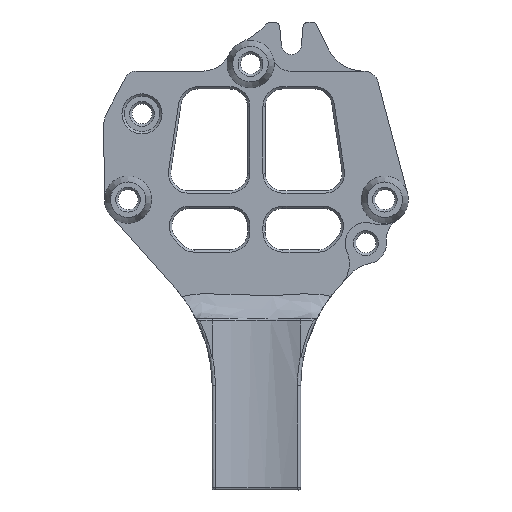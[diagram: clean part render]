
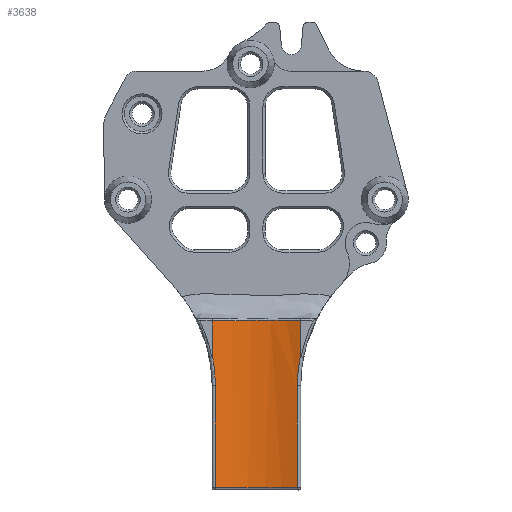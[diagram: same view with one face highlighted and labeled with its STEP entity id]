
A CAD part, top view. The second image highlights one B-rep face of the part: STEP entity #3638.
In plain terms, the highlighted cylindrical face has radius 20 mm (diameter 40 mm), a partial arc.
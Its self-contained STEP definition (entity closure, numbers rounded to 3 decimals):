
#28=B_SPLINE_CURVE_WITH_KNOTS('',3,(#5763,#5764,#5765,#5766,#5767,#5768,
#5769,#5770,#5771,#5772,#5773,#5774,#5775,#5776,#5777,#5778,#5779,#5780,
#5781),.UNSPECIFIED.,.F.,.F.,(4,1,1,1,1,1,1,1,1,1,1,1,1,1,1,1,4),(0.,0.125,
0.188,0.219,0.25,0.281,0.313,0.375,0.5,0.625,0.688,0.719,0.75,
0.781,0.813,0.875,1.),.UNSPECIFIED.);
#29=B_SPLINE_CURVE_WITH_KNOTS('',3,(#5788,#5789,#5790,#5791),
 .UNSPECIFIED.,.F.,.F.,(4,4),(0.,1.),.UNSPECIFIED.);
#30=B_SPLINE_CURVE_WITH_KNOTS('',3,(#5799,#5800,#5801,#5802),
 .UNSPECIFIED.,.F.,.F.,(4,4),(0.,1.),.UNSPECIFIED.);
#124=LINE('',#5784,#428);
#125=LINE('',#5786,#429);
#126=LINE('',#5793,#430);
#127=LINE('',#5797,#431);
#128=LINE('',#5804,#432);
#129=LINE('',#5806,#433);
#428=VECTOR('',#4577,1000.);
#429=VECTOR('',#4578,1000.);
#430=VECTOR('',#4579,1000.);
#431=VECTOR('',#4582,1000.);
#432=VECTOR('',#4583,1000.);
#433=VECTOR('',#4584,1000.);
#776=CYLINDRICAL_SURFACE('',#3966,20.);
#990=ORIENTED_EDGE('',*,*,#2028,.T.);
#991=ORIENTED_EDGE('',*,*,#2029,.T.);
#992=ORIENTED_EDGE('',*,*,#2030,.F.);
#993=ORIENTED_EDGE('',*,*,#2031,.T.);
#994=ORIENTED_EDGE('',*,*,#2032,.T.);
#995=ORIENTED_EDGE('',*,*,#2033,.T.);
#996=ORIENTED_EDGE('',*,*,#2034,.T.);
#997=ORIENTED_EDGE('',*,*,#2035,.T.);
#998=ORIENTED_EDGE('',*,*,#2036,.F.);
#999=ORIENTED_EDGE('',*,*,#2037,.T.);
#2028=EDGE_CURVE('',#2547,#2548,#28,.F.);
#2029=EDGE_CURVE('',#2548,#2549,#124,.T.);
#2030=EDGE_CURVE('',#2550,#2549,#125,.T.);
#2031=EDGE_CURVE('',#2550,#2551,#29,.F.);
#2032=EDGE_CURVE('',#2551,#2552,#126,.T.);
#2033=EDGE_CURVE('',#2552,#2553,#2825,.T.);
#2034=EDGE_CURVE('',#2553,#2554,#127,.T.);
#2035=EDGE_CURVE('',#2554,#2555,#30,.F.);
#2036=EDGE_CURVE('',#2556,#2555,#128,.T.);
#2037=EDGE_CURVE('',#2556,#2547,#129,.T.);
#2547=VERTEX_POINT('',#5782);
#2548=VERTEX_POINT('',#5783);
#2549=VERTEX_POINT('',#5785);
#2550=VERTEX_POINT('',#5787);
#2551=VERTEX_POINT('',#5792);
#2552=VERTEX_POINT('',#5794);
#2553=VERTEX_POINT('',#5796);
#2554=VERTEX_POINT('',#5798);
#2555=VERTEX_POINT('',#5803);
#2556=VERTEX_POINT('',#5805);
#2825=CIRCLE('',#3967,20.);
#3008=EDGE_LOOP('',(#990,#991,#992,#993,#994,#995,#996,#997,#998,#999));
#3299=FACE_BOUND('',#3008,.T.);
#3638=ADVANCED_FACE('',(#3299),#776,.F.);
#3966=AXIS2_PLACEMENT_3D('',#5762,#4575,#4576);
#3967=AXIS2_PLACEMENT_3D('',#5795,#4580,#4581);
#4575=DIRECTION('',(0.,1.,0.));
#4576=DIRECTION('',(0.375,0.,-0.927));
#4577=DIRECTION('',(-0.003,-1.,0.001));
#4578=DIRECTION('',(0.,1.,0.));
#4579=DIRECTION('',(0.,-1.,0.));
#4580=DIRECTION('',(0.,-1.,0.));
#4581=DIRECTION('',(0.,0.,-1.));
#4582=DIRECTION('',(0.,1.,0.));
#4583=DIRECTION('',(0.,-1.,0.));
#4584=DIRECTION('',(-0.003,1.,-0.001));
#5762=CARTESIAN_POINT('',(0.325,-41.268,27.985));
#5763=CARTESIAN_POINT('',(-7.175,-12.615,9.444));
#5764=CARTESIAN_POINT('',(-6.669,-12.6,9.239));
#5765=CARTESIAN_POINT('',(-5.833,-12.579,8.936));
#5766=CARTESIAN_POINT('',(-4.707,-12.56,8.623));
#5767=CARTESIAN_POINT('',(-4.035,-12.551,8.463));
#5768=CARTESIAN_POINT('',(-3.478,-12.545,8.347));
#5769=CARTESIAN_POINT('',(-3.025,-12.54,8.265));
#5770=CARTESIAN_POINT('',(-2.382,-12.534,8.164));
#5771=CARTESIAN_POINT('',(-1.269,-12.527,8.031));
#5772=CARTESIAN_POINT('',(0.313,-12.522,7.953));
#5773=CARTESIAN_POINT('',(1.955,-12.527,8.033));
#5774=CARTESIAN_POINT('',(3.054,-12.534,8.167));
#5775=CARTESIAN_POINT('',(3.688,-12.54,8.268));
#5776=CARTESIAN_POINT('',(4.124,-12.545,8.347));
#5777=CARTESIAN_POINT('',(4.686,-12.552,8.463));
#5778=CARTESIAN_POINT('',(5.357,-12.561,8.623));
#5779=CARTESIAN_POINT('',(6.483,-12.58,8.937));
#5780=CARTESIAN_POINT('',(7.318,-12.601,9.239));
#5781=CARTESIAN_POINT('',(7.825,-12.616,9.444));
#5782=CARTESIAN_POINT('',(7.825,-12.616,9.444));
#5783=CARTESIAN_POINT('',(-7.175,-12.615,9.444));
#5784=CARTESIAN_POINT('',(-7.175,-12.617,9.444));
#5785=CARTESIAN_POINT('',(-7.175,-12.618,9.444));
#5786=CARTESIAN_POINT('',(-7.175,-41.268,9.444));
#5787=CARTESIAN_POINT('',(-7.175,-18.338,9.444));
#5788=CARTESIAN_POINT('',(-6.636,-23.596,9.235));
#5789=CARTESIAN_POINT('',(-6.636,-21.814,9.235));
#5790=CARTESIAN_POINT('',(-6.818,-20.062,9.299));
#5791=CARTESIAN_POINT('',(-7.175,-18.338,9.444));
#5792=CARTESIAN_POINT('',(-6.636,-23.596,9.235));
#5793=CARTESIAN_POINT('',(-6.636,-41.268,9.235));
#5794=CARTESIAN_POINT('',(-6.636,-40.868,9.235));
#5795=CARTESIAN_POINT('',(0.325,-40.868,27.985));
#5796=CARTESIAN_POINT('',(7.286,-40.868,9.235));
#5797=CARTESIAN_POINT('',(7.286,-41.268,9.235));
#5798=CARTESIAN_POINT('',(7.286,-23.596,9.235));
#5799=CARTESIAN_POINT('',(7.825,-18.338,9.444));
#5800=CARTESIAN_POINT('',(7.467,-20.062,9.299));
#5801=CARTESIAN_POINT('',(7.286,-21.814,9.235));
#5802=CARTESIAN_POINT('',(7.286,-23.596,9.235));
#5803=CARTESIAN_POINT('',(7.825,-18.338,9.444));
#5804=CARTESIAN_POINT('',(7.825,-41.268,9.444));
#5805=CARTESIAN_POINT('',(7.825,-12.618,9.444));
#5806=CARTESIAN_POINT('',(7.825,-12.618,9.444));
